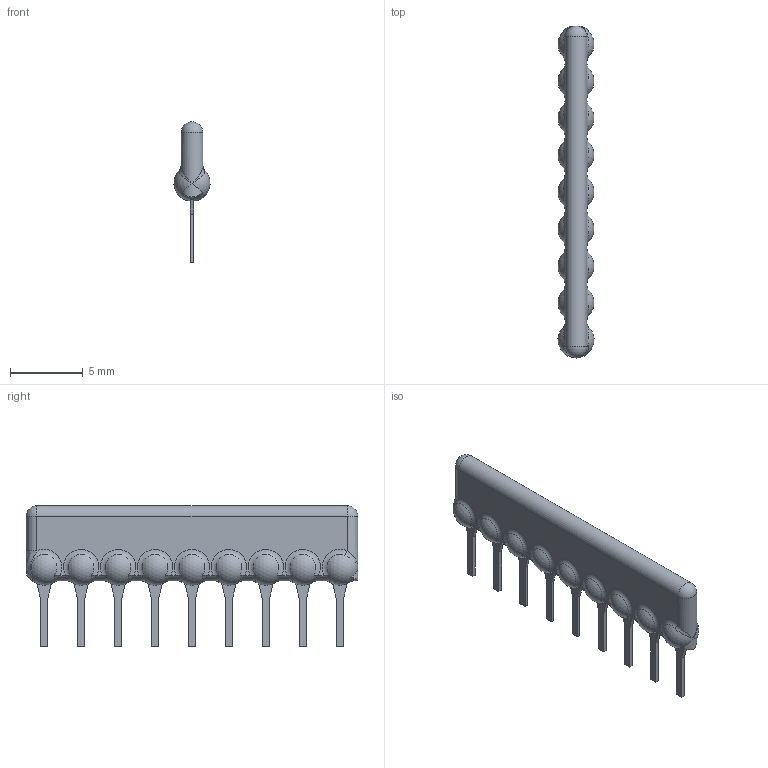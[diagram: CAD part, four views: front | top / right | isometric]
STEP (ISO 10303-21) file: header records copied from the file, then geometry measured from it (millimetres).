
FILE_DESCRIPTION((''),'2;1');
FILE_NAME('4614M','2012-08-22T',('ryans'),('Bourns, Inc.'),'PRO/ENGINEER BY PARAMETRIC TECHNOLOGY CORPORATION, 2010100','PRO/ENGINEER BY PARAMETRIC TECHNOLOGY CORPORATION, 2010100','');
FILE_SCHEMA(('CONFIG_CONTROL_DESIGN'));
Length unit declared in the file: millimetre
Products named in the file (1): 4614M
Bounding box: 2.48 x 22.81 x 9.65 mm (x, y, z)
Volume: 190.5 mm3; surface area: 389.8 mm2
Topology: 1 solids, 19 shells, 221 faces, 480 edges, 302 vertices
Faces by surface type: plane 102, torus 36, cone 36, cylinder 31, sphere 11, bspline 5
Entity records: 6707 total; most frequent: CARTESIAN_POINT 2005, ORIENTED_EDGE 952, DIRECTION 944, EDGE_CURVE 476, AXIS2_PLACEMENT_3D 371, VERTEX_POINT 302, EDGE_LOOP 230, FACE_OUTER_BOUND 221
